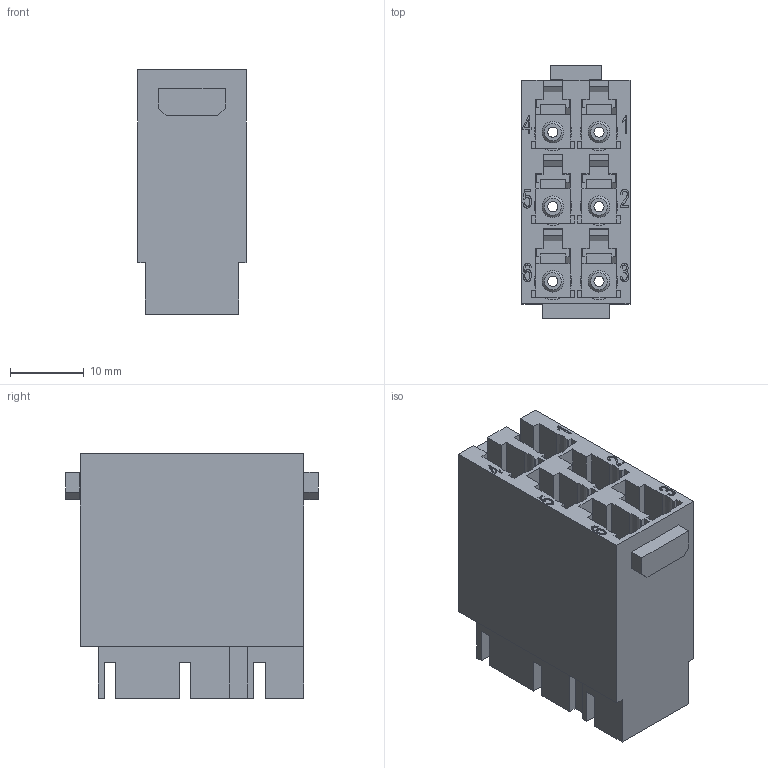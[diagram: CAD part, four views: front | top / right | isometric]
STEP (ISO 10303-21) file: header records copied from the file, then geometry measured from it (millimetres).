
FILE_DESCRIPTION(/* description */ (''),/* implementation_level */ '2;1');
FILE_NAME(/* name */ '100575561ugm000_b.stp',/* time_stamp */ '2018-04-05T13:41:49+02:00',/* author */ (''),/* organization */ (''),/* preprocessor_version */ 'ST-DEVELOPER v16',/* originating_system */ 'SIEMENS PLM Software NX 10.0',/* authorisation */ '');
FILE_SCHEMA (('AUTOMOTIVE_DESIGN { 1 0 10303 214 3 1 1 1 }'));
Length unit declared in the file: millimetre
Products named in the file (1): 100575561ugm000_b
Bounding box: 14.67 x 34.2 x 33.1 mm (x, y, z)
Volume: 7505.9 mm3; surface area: 9803.2 mm2
Topology: 1 solids, 1 shells, 613 faces, 1708 edges, 1139 vertices
Faces by surface type: plane 436, extrusion 93, cylinder 60, cone 24
Full cylindrical faces by diameter (mm): 0.44 x1, 0.52 x1, 1.37 x6, 1.45 x6, 1.7 x6, 2.92 x12, 3 x2
Entity records: 20210 total; most frequent: CARTESIAN_POINT 4293, ORIENTED_EDGE 3254, DIRECTION 2723, EDGE_CURVE 1627, VECTOR 1385, LINE 1292, VERTEX_POINT 1108, EDGE_LOOP 725
